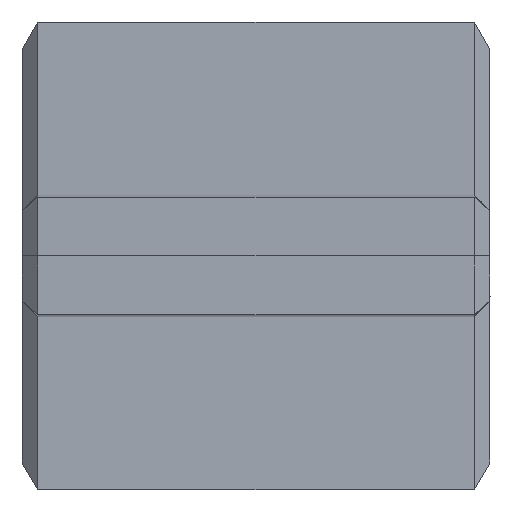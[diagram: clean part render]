
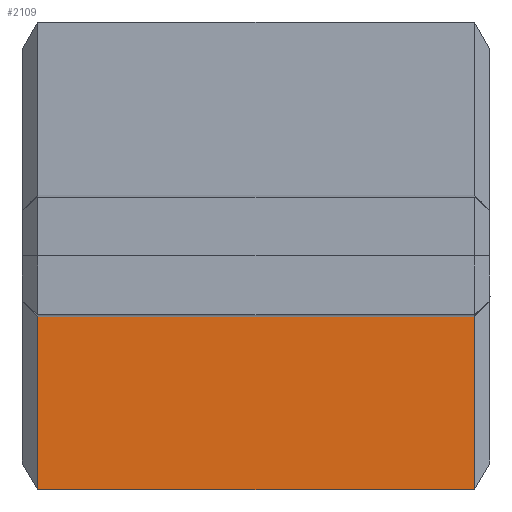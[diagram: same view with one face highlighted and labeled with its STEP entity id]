
A CAD part, top view. The second image highlights one B-rep face of the part: STEP entity #2109.
In plain terms, the highlighted planar face has unit normal (0, 0, 1).
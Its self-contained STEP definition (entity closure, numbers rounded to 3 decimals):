
#815=CARTESIAN_POINT('Vertex',(-7.,-1.579,0.)) ;
#840=CARTESIAN_POINT('Vertex',(-7.,-7.5,0.)) ;
#905=CARTESIAN_POINT('Line Origine',(-7.,-4.366,0.)) ;
#957=CARTESIAN_POINT('Vertex',(7.,-7.5,0.)) ;
#960=CARTESIAN_POINT('Line Origine',(0.,-7.5,0.)) ;
#1564=CARTESIAN_POINT('Axis2P3D Location',(0.,1.579,0.)) ;
#2037=CARTESIAN_POINT('Vertex',(7.,-1.579,0.)) ;
#2040=CARTESIAN_POINT('Line Origine',(0.,-1.579,0.)) ;
#2098=CARTESIAN_POINT('Line Origine',(7.,-4.539,0.)) ;
#906=DIRECTION('Vector Direction',(0.,-1.,0.)) ;
#961=DIRECTION('Vector Direction',(-1.,0.,0.)) ;
#1565=DIRECTION('Axis2P3D Direction',(0.,0.,1.)) ;
#1566=DIRECTION('Axis2P3D XDirection',(0.,1.,0.)) ;
#2041=DIRECTION('Vector Direction',(-1.,0.,0.)) ;
#2099=DIRECTION('Vector Direction',(0.,-1.,0.)) ;
#1567=AXIS2_PLACEMENT_3D('Plane Axis2P3D',#1564,#1565,#1566) ;
#2104=ORIENTED_EDGE('',*,*,#2044,.T.) ;
#2105=ORIENTED_EDGE('',*,*,#909,.T.) ;
#2106=ORIENTED_EDGE('',*,*,#964,.F.) ;
#2107=ORIENTED_EDGE('',*,*,#2102,.T.) ;
#907=VECTOR('Line Direction',#906,1.) ;
#962=VECTOR('Line Direction',#961,1.) ;
#2042=VECTOR('Line Direction',#2041,1.) ;
#2100=VECTOR('Line Direction',#2099,1.) ;
#2109=ADVANCED_FACE('FT_Grundbaustein_Schraege60_mod',(#2108),#1568,.T.) ;
#909=EDGE_CURVE('',#816,#841,#908,.T.) ;
#964=EDGE_CURVE('',#958,#841,#963,.T.) ;
#2044=EDGE_CURVE('',#2038,#816,#2043,.T.) ;
#2102=EDGE_CURVE('',#958,#2038,#2101,.F.) ;
#2103=EDGE_LOOP('',(#2104,#2105,#2106,#2107)) ;
#2108=FACE_OUTER_BOUND('',#2103,.T.) ;
#908=LINE('Line',#905,#907) ;
#963=LINE('Line',#960,#962) ;
#2043=LINE('Line',#2040,#2042) ;
#2101=LINE('Line',#2098,#2100) ;
#1568=PLANE('Plane',#1567) ;
#816=VERTEX_POINT('',#815) ;
#841=VERTEX_POINT('',#840) ;
#958=VERTEX_POINT('',#957) ;
#2038=VERTEX_POINT('',#2037) ;
